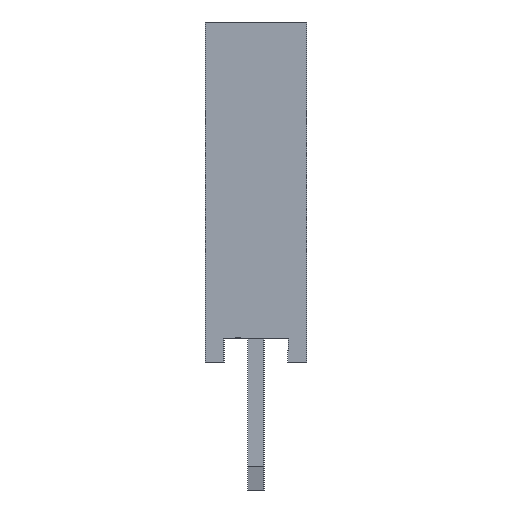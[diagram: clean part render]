
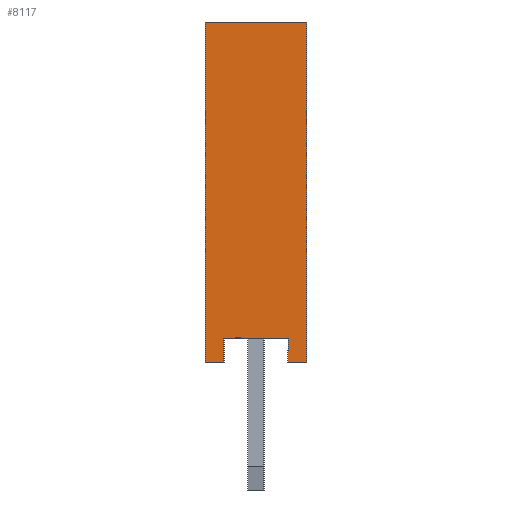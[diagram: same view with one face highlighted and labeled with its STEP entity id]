
A CAD part, left-side view. The second image highlights one B-rep face of the part: STEP entity #8117.
In plain terms, the highlighted planar face has unit normal (-1, 0, 0).
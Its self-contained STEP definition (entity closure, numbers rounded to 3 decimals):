
#87 = DIRECTION ( 'NONE',  ( 0., -1., 0. ) ) ;
#146 = CARTESIAN_POINT ( 'NONE',  ( -1.27, 0.47, 0.6 ) ) ;
#356 = DIRECTION ( 'NONE',  ( 0., 0., -1. ) ) ;
#761 = VECTOR ( 'NONE', #7038, 1000. ) ;
#810 = CARTESIAN_POINT ( 'NONE',  ( -1.27, 2.54, 0. ) ) ;
#1513 = CARTESIAN_POINT ( 'NONE',  ( -1.27, 2.54, 8.5 ) ) ;
#1631 = CARTESIAN_POINT ( 'NONE',  ( -1.27, 0., 0. ) ) ;
#2782 = EDGE_CURVE ( 'NONE', #10187, #23233, #13330, .T. ) ;
#3898 = VECTOR ( 'NONE', #19400, 1000. ) ;
#4315 = VECTOR ( 'NONE', #22608, 1000. ) ;
#4497 = VERTEX_POINT ( 'NONE', #1631 ) ;
#5115 = VERTEX_POINT ( 'NONE', #13620 ) ;
#5205 = FACE_OUTER_BOUND ( 'NONE', #10885, .T. ) ;
#5402 = EDGE_CURVE ( 'NONE', #8450, #7710, #18291, .T. ) ;
#5436 = EDGE_CURVE ( 'NONE', #6082, #4497, #17107, .T. ) ;
#5560 = DIRECTION ( 'NONE',  ( 0., 0., -1. ) ) ;
#5812 = CARTESIAN_POINT ( 'NONE',  ( -1.27, 2.07, 0.6 ) ) ;
#6082 = VERTEX_POINT ( 'NONE', #18587 ) ;
#6158 = ORIENTED_EDGE ( 'NONE', *, *, #21311, .F. ) ;
#6401 = VERTEX_POINT ( 'NONE', #20871 ) ;
#6925 = DIRECTION ( 'NONE',  ( 0., -1., 0. ) ) ;
#7038 = DIRECTION ( 'NONE',  ( 0., 0., 1. ) ) ;
#7710 = VERTEX_POINT ( 'NONE', #5812 ) ;
#7948 = EDGE_CURVE ( 'NONE', #5115, #6082, #22740, .T. ) ;
#8117 = ADVANCED_FACE ( 'NONE', ( #5205 ), #24575, .F. ) ;
#8450 = VERTEX_POINT ( 'NONE', #146 ) ;
#9131 = DIRECTION ( 'NONE',  ( 1., 0., 0. ) ) ;
#10187 = VERTEX_POINT ( 'NONE', #810 ) ;
#10210 = VECTOR ( 'NONE', #356, 1000. ) ;
#10300 = LINE ( 'NONE', #12711, #761 ) ;
#10885 = EDGE_LOOP ( 'NONE', ( #14122, #6158, #22341, #18822, #13145, #19498, #19840, #12391 ) ) ;
#11041 = VECTOR ( 'NONE', #87, 1000. ) ;
#11095 = LINE ( 'NONE', #19065, #3898 ) ;
#12391 = ORIENTED_EDGE ( 'NONE', *, *, #20351, .T. ) ;
#12711 = CARTESIAN_POINT ( 'NONE',  ( -1.27, 0.47, 0.6 ) ) ;
#13145 = ORIENTED_EDGE ( 'NONE', *, *, #14569, .T. ) ;
#13330 = LINE ( 'NONE', #18271, #24325 ) ;
#13620 = CARTESIAN_POINT ( 'NONE',  ( -1.27, 2.54, 8.5 ) ) ;
#14122 = ORIENTED_EDGE ( 'NONE', *, *, #2782, .T. ) ;
#14569 = EDGE_CURVE ( 'NONE', #6401, #4497, #14909, .T. ) ;
#14708 = LINE ( 'NONE', #17258, #10210 ) ;
#14853 = CARTESIAN_POINT ( 'NONE',  ( -1.27, 0., 8.5 ) ) ;
#14909 = LINE ( 'NONE', #24494, #11041 ) ;
#14957 = DIRECTION ( 'NONE',  ( 0., 0., -1. ) ) ;
#16259 = VECTOR ( 'NONE', #17771, 1000. ) ;
#17107 = LINE ( 'NONE', #14853, #23066 ) ;
#17224 = CARTESIAN_POINT ( 'NONE',  ( -1.27, 2.07, 0. ) ) ;
#17258 = CARTESIAN_POINT ( 'NONE',  ( -1.27, 2.54, 8.5 ) ) ;
#17771 = DIRECTION ( 'NONE',  ( 0., -1., 0. ) ) ;
#18271 = CARTESIAN_POINT ( 'NONE',  ( -1.27, 2.54, 0. ) ) ;
#18291 = LINE ( 'NONE', #20758, #4315 ) ;
#18587 = CARTESIAN_POINT ( 'NONE',  ( -1.27, 0., 8.5 ) ) ;
#18822 = ORIENTED_EDGE ( 'NONE', *, *, #23023, .F. ) ;
#19065 = CARTESIAN_POINT ( 'NONE',  ( -1.27, 2.07, 0.6 ) ) ;
#19400 = DIRECTION ( 'NONE',  ( 0., 0., -1. ) ) ;
#19498 = ORIENTED_EDGE ( 'NONE', *, *, #5436, .F. ) ;
#19840 = ORIENTED_EDGE ( 'NONE', *, *, #7948, .F. ) ;
#20351 = EDGE_CURVE ( 'NONE', #5115, #10187, #14708, .T. ) ;
#20758 = CARTESIAN_POINT ( 'NONE',  ( -1.27, 0.47, 0.6 ) ) ;
#20871 = CARTESIAN_POINT ( 'NONE',  ( -1.27, 0.47, 0. ) ) ;
#21311 = EDGE_CURVE ( 'NONE', #7710, #23233, #11095, .T. ) ;
#21583 = CARTESIAN_POINT ( 'NONE',  ( -1.27, 2.54, 8.5 ) ) ;
#22341 = ORIENTED_EDGE ( 'NONE', *, *, #5402, .F. ) ;
#22542 = AXIS2_PLACEMENT_3D ( 'NONE', #1513, #9131, #14957 ) ;
#22608 = DIRECTION ( 'NONE',  ( 0., 1., 0. ) ) ;
#22740 = LINE ( 'NONE', #21583, #16259 ) ;
#23023 = EDGE_CURVE ( 'NONE', #6401, #8450, #10300, .T. ) ;
#23066 = VECTOR ( 'NONE', #5560, 1000. ) ;
#23233 = VERTEX_POINT ( 'NONE', #17224 ) ;
#24325 = VECTOR ( 'NONE', #6925, 1000. ) ;
#24494 = CARTESIAN_POINT ( 'NONE',  ( -1.27, 2.54, 0. ) ) ;
#24575 = PLANE ( 'NONE',  #22542 ) ;
